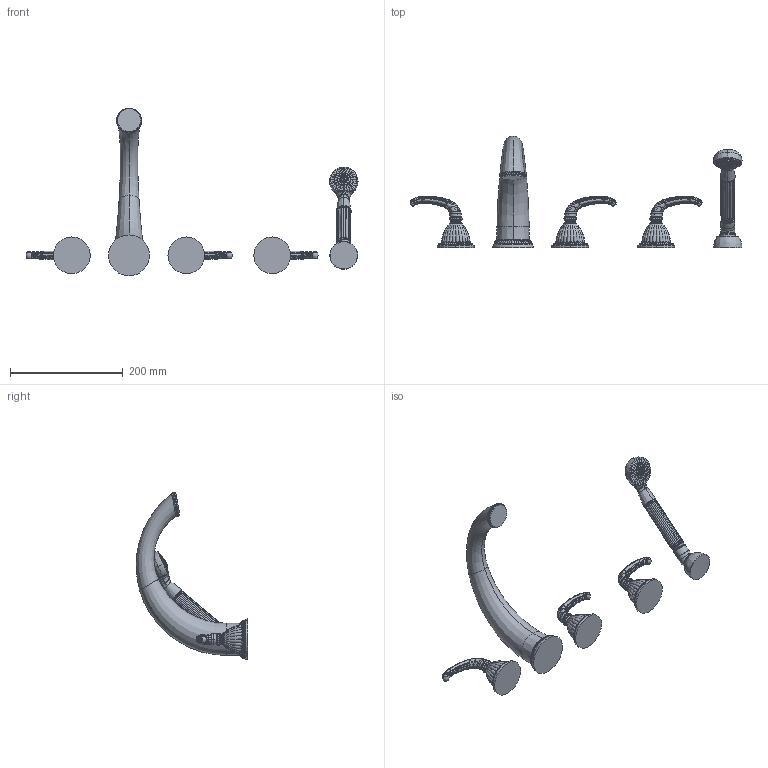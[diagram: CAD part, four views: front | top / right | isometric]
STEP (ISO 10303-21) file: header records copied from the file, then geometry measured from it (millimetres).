
FILE_DESCRIPTION((''),'2;1');
FILE_NAME('3-887','2021-03-16T13:36:50',('jinson.thomas'),(''),'CREO PARAMETRIC BY PTC INC, 2018400','CREO PARAMETRIC BY PTC INC, 2018400','');
FILE_SCHEMA(('CONFIG_CONTROL_DESIGN'));
Products named in the file (1): 3-887
Bounding box: 589.1 x 198.07 x 297.16 mm (x, y, z)
Volume: 1031507.4 mm3; surface area: 137690.1 mm2
Topology: 5 solids, 5 shells, 2326 faces, 6387 edges, 3774 vertices
Faces by surface type: bspline 1413, sphere 368, plane 214, cylinder 195, cone 78, torus 58
Entity records: 169759 total; most frequent: CARTESIAN_POINT 124350, ORIENTED_EDGE 12134, EDGE_CURVE 6067, DIRECTION 5683, B_SPLINE_CURVE_WITH_KNOTS 4008, VERTEX_POINT 3774, AXIS2_PLACEMENT_3D 2711, EDGE_LOOP 2399
